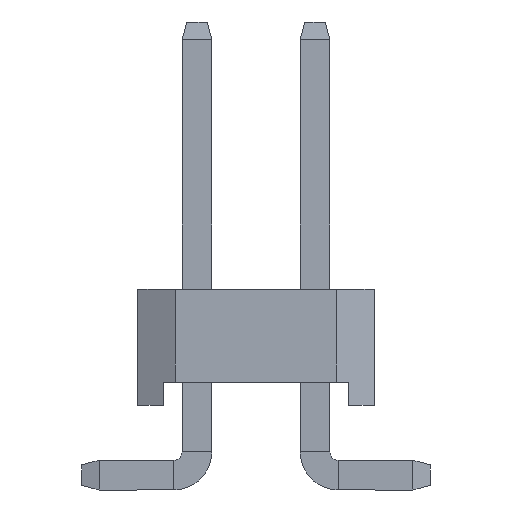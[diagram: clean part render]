
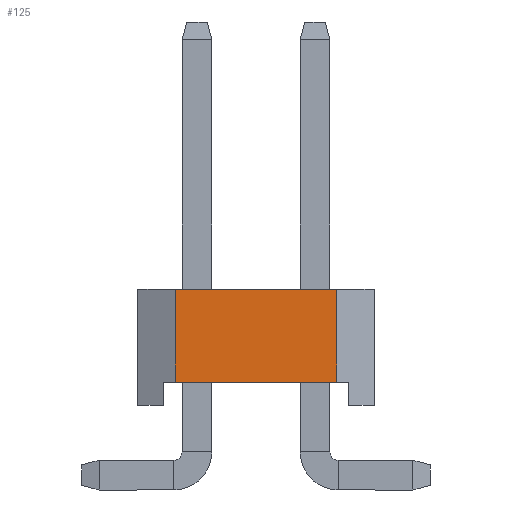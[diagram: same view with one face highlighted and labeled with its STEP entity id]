
A CAD part, left-side view. The second image highlights one B-rep face of the part: STEP entity #125.
In plain terms, the highlighted planar face has unit normal (-1, 0, 0).
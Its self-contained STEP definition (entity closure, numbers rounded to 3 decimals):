
#125 = ADVANCED_FACE ( 'NONE', ( #3368 ), #2191, .F. ) ;
#866 = ORIENTED_EDGE ( 'NONE', *, *, #3584, .F. ) ;
#896 = DIRECTION ( 'NONE',  ( 0., 1., 0. ) ) ;
#949 = DIRECTION ( 'NONE',  ( 0., 0., -1. ) ) ;
#1240 = AXIS2_PLACEMENT_3D ( 'NONE', #2221, #3303, #4336 ) ;
#1813 = EDGE_LOOP ( 'NONE', ( #4659, #4282, #866, #4209 ) ) ;
#1989 = CARTESIAN_POINT ( 'NONE',  ( -8.89, 1.74, 0.5 ) ) ;
#2164 = VERTEX_POINT ( 'NONE', #1989 ) ;
#2191 = PLANE ( 'NONE',  #1240 ) ;
#2221 = CARTESIAN_POINT ( 'NONE',  ( -8.89, -2.54, 2.5 ) ) ;
#2455 = CARTESIAN_POINT ( 'NONE',  ( -8.89, 2., 0.5 ) ) ;
#2642 = CARTESIAN_POINT ( 'NONE',  ( -8.89, -1.74, 0.5 ) ) ;
#2657 = EDGE_CURVE ( 'NONE', #3590, #2164, #3652, .T. ) ;
#2680 = VERTEX_POINT ( 'NONE', #3163 ) ;
#2974 = LINE ( 'NONE', #2455, #3732 ) ;
#3163 = CARTESIAN_POINT ( 'NONE',  ( -8.89, -1.74, 2.5 ) ) ;
#3303 = DIRECTION ( 'NONE',  ( 1., 0., 0. ) ) ;
#3368 = FACE_OUTER_BOUND ( 'NONE', #1813, .T. ) ;
#3584 = EDGE_CURVE ( 'NONE', #2680, #4864, #5098, .T. ) ;
#3590 = VERTEX_POINT ( 'NONE', #6722 ) ;
#3652 = LINE ( 'NONE', #6274, #5799 ) ;
#3732 = VECTOR ( 'NONE', #896, 1000. ) ;
#3924 = CARTESIAN_POINT ( 'NONE',  ( -8.89, -2.54, 2.5 ) ) ;
#3965 = EDGE_CURVE ( 'NONE', #3590, #2680, #5510, .T. ) ;
#4209 = ORIENTED_EDGE ( 'NONE', *, *, #3965, .F. ) ;
#4282 = ORIENTED_EDGE ( 'NONE', *, *, #4606, .F. ) ;
#4336 = DIRECTION ( 'NONE',  ( 0., 0., -1. ) ) ;
#4489 = VECTOR ( 'NONE', #5063, 1000. ) ;
#4606 = EDGE_CURVE ( 'NONE', #4864, #2164, #2974, .T. ) ;
#4659 = ORIENTED_EDGE ( 'NONE', *, *, #2657, .T. ) ;
#4864 = VERTEX_POINT ( 'NONE', #2642 ) ;
#5057 = DIRECTION ( 'NONE',  ( 0., -1., 0. ) ) ;
#5063 = DIRECTION ( 'NONE',  ( 0., 0., -1. ) ) ;
#5098 = LINE ( 'NONE', #6650, #4489 ) ;
#5486 = VECTOR ( 'NONE', #5057, 1000. ) ;
#5510 = LINE ( 'NONE', #3924, #5486 ) ;
#5799 = VECTOR ( 'NONE', #949, 1000. ) ;
#6274 = CARTESIAN_POINT ( 'NONE',  ( -8.89, 1.74, 2.5 ) ) ;
#6650 = CARTESIAN_POINT ( 'NONE',  ( -8.89, -1.74, 9.5 ) ) ;
#6722 = CARTESIAN_POINT ( 'NONE',  ( -8.89, 1.74, 2.5 ) ) ;
